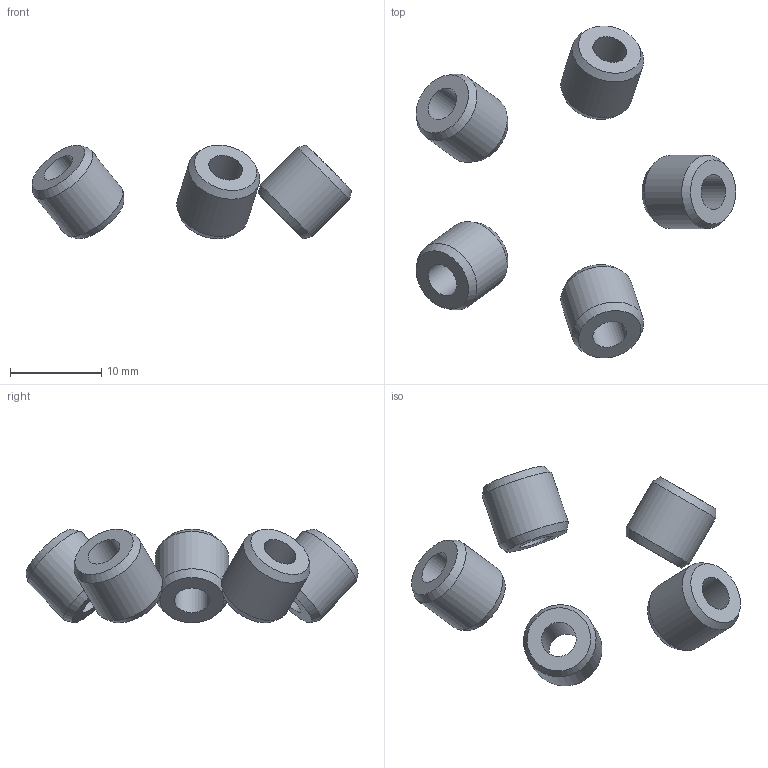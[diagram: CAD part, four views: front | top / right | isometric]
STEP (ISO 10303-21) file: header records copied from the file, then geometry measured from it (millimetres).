
FILE_DESCRIPTION(/* description */ (''),/* implementation_level */ '2;1');
FILE_NAME(/* name */ 'CilindrosA.stp',/* time_stamp */ '2025-02-15T21:18:58-06:00',/* author */ ('Alcatraz'),/* organization */ (''),/* preprocessor_version */ 'ST-DEVELOPER v20',/* originating_system */ 'Autodesk Inventor 2024',/* authorisation */ '');
FILE_SCHEMA (('AUTOMOTIVE_DESIGN { 1 0 10303 214 3 1 1 }'));
Length unit declared in the file: millimetre
Products named in the file (1): CilindrosA
Bounding box: 34.95 x 36.3 x 10.25 mm (x, y, z)
Volume: 1407.5 mm3; surface area: 1679.6 mm2
Topology: 5 solids, 5 shells, 30 faces, 50 edges, 30 vertices
Faces by surface type: cone 10, cylinder 10, plane 10
Full cylindrical faces by diameter (mm): 3.8 x5, 8 x5
Entity records: 772 total; most frequent: DIRECTION 142, CARTESIAN_POINT 111, ORIENTED_EDGE 100, AXIS2_PLACEMENT_3D 61, EDGE_CURVE 50, EDGE_LOOP 40, FACE_OUTER_BOUND 30, CIRCLE 30
